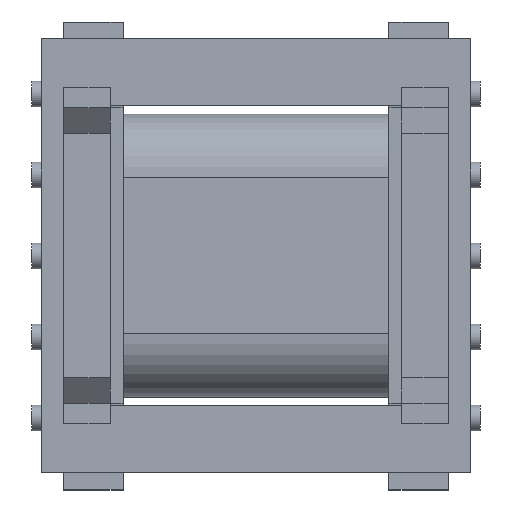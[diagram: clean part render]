
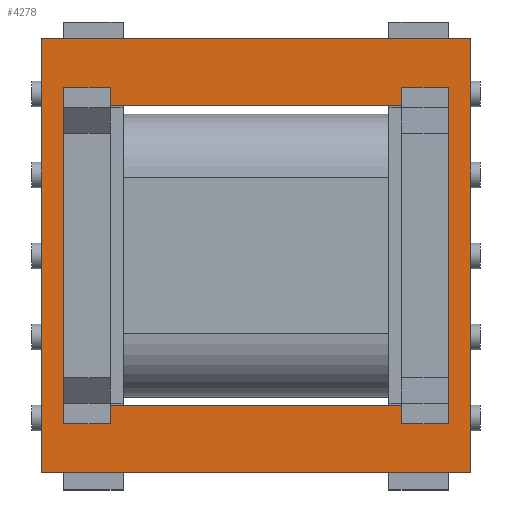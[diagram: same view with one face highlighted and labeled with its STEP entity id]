
A CAD part, top view. The second image highlights one B-rep face of the part: STEP entity #4278.
In plain terms, the highlighted planar face has unit normal (0, 0, 1).
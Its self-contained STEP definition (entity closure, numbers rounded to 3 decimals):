
#892=ORIENTED_EDGE('',*,*,#1320,.F.);
#893=ORIENTED_EDGE('',*,*,#1345,.F.);
#894=ORIENTED_EDGE('',*,*,#1346,.F.);
#895=ORIENTED_EDGE('',*,*,#1347,.F.);
#896=ORIENTED_EDGE('',*,*,#1348,.F.);
#897=ORIENTED_EDGE('',*,*,#1349,.F.);
#898=ORIENTED_EDGE('',*,*,#1312,.F.);
#899=ORIENTED_EDGE('',*,*,#1350,.F.);
#900=ORIENTED_EDGE('',*,*,#1351,.F.);
#901=ORIENTED_EDGE('',*,*,#1329,.F.);
#902=ORIENTED_EDGE('',*,*,#1326,.F.);
#903=ORIENTED_EDGE('',*,*,#1323,.F.);
#904=ORIENTED_EDGE('',*,*,#1344,.F.);
#905=ORIENTED_EDGE('',*,*,#1352,.F.);
#906=ORIENTED_EDGE('',*,*,#1316,.F.);
#907=ORIENTED_EDGE('',*,*,#1342,.F.);
#1312=EDGE_CURVE('',#1608,#1609,#1954,.T.);
#1316=EDGE_CURVE('',#1612,#1613,#1958,.T.);
#1320=EDGE_CURVE('',#1616,#1617,#1962,.T.);
#1323=EDGE_CURVE('',#1617,#1619,#1965,.T.);
#1326=EDGE_CURVE('',#1619,#1621,#1968,.T.);
#1329=EDGE_CURVE('',#1621,#1623,#1971,.T.);
#1342=EDGE_CURVE('',#1631,#1612,#1984,.T.);
#1344=EDGE_CURVE('',#1632,#1631,#1986,.T.);
#1345=EDGE_CURVE('',#1633,#1616,#1987,.T.);
#1346=EDGE_CURVE('',#1634,#1633,#1988,.T.);
#1347=EDGE_CURVE('',#1635,#1634,#1989,.T.);
#1348=EDGE_CURVE('',#1636,#1635,#1990,.T.);
#1349=EDGE_CURVE('',#1609,#1636,#1991,.T.);
#1350=EDGE_CURVE('',#1637,#1608,#1992,.T.);
#1351=EDGE_CURVE('',#1623,#1637,#1993,.T.);
#1352=EDGE_CURVE('',#1613,#1632,#1994,.T.);
#1608=VERTEX_POINT('',#6157);
#1609=VERTEX_POINT('',#6159);
#1612=VERTEX_POINT('',#6166);
#1613=VERTEX_POINT('',#6168);
#1616=VERTEX_POINT('',#6175);
#1617=VERTEX_POINT('',#6177);
#1619=VERTEX_POINT('',#6183);
#1621=VERTEX_POINT('',#6189);
#1623=VERTEX_POINT('',#6195);
#1631=VERTEX_POINT('',#6217);
#1632=VERTEX_POINT('',#6221);
#1633=VERTEX_POINT('',#6225);
#1634=VERTEX_POINT('',#6227);
#1635=VERTEX_POINT('',#6229);
#1636=VERTEX_POINT('',#6231);
#1637=VERTEX_POINT('',#6234);
#1954=LINE('',#6158,#2316);
#1958=LINE('',#6167,#2320);
#1962=LINE('',#6176,#2324);
#1965=LINE('',#6182,#2327);
#1968=LINE('',#6188,#2330);
#1971=LINE('',#6194,#2333);
#1984=LINE('',#6218,#2346);
#1986=LINE('',#6222,#2348);
#1987=LINE('',#6224,#2349);
#1988=LINE('',#6226,#2350);
#1989=LINE('',#6228,#2351);
#1990=LINE('',#6230,#2352);
#1991=LINE('',#6232,#2353);
#1992=LINE('',#6233,#2354);
#1993=LINE('',#6235,#2355);
#1994=LINE('',#6236,#2356);
#2316=VECTOR('',#5289,1000.);
#2320=VECTOR('',#5295,1000.);
#2324=VECTOR('',#5301,1000.);
#2327=VECTOR('',#5306,1000.);
#2330=VECTOR('',#5311,1000.);
#2333=VECTOR('',#5316,1000.);
#2346=VECTOR('',#5333,1000.);
#2348=VECTOR('',#5337,1000.);
#2349=VECTOR('',#5340,1000.);
#2350=VECTOR('',#5341,1000.);
#2351=VECTOR('',#5342,1000.);
#2352=VECTOR('',#5343,1000.);
#2353=VECTOR('',#5344,1000.);
#2354=VECTOR('',#5345,1000.);
#2355=VECTOR('',#5346,1000.);
#2356=VECTOR('',#5347,1000.);
#2574=EDGE_LOOP('',(#892,#893,#894,#895,#896,#897,#898,#899,#900,#901,#902,
#903));
#2575=EDGE_LOOP('',(#904,#905,#906,#907));
#2796=FACE_BOUND('',#2574,.T.);
#2797=FACE_BOUND('',#2575,.T.);
#2953=PLANE('',#4523);
#4278=ADVANCED_FACE('',(#2796,#2797),#2953,.F.);
#4523=AXIS2_PLACEMENT_3D('',#6223,#5338,#5339);
#5289=DIRECTION('',(0.,-1.,0.));
#5295=DIRECTION('',(0.,-1.,0.));
#5301=DIRECTION('',(0.,1.,0.));
#5306=DIRECTION('',(-1.,0.,0.));
#5311=DIRECTION('',(0.,-1.,0.));
#5316=DIRECTION('',(-1.,0.,0.));
#5333=DIRECTION('',(1.,0.,0.));
#5337=DIRECTION('',(0.,1.,0.));
#5338=DIRECTION('',(0.,0.,-1.));
#5339=DIRECTION('',(-1.,0.,0.));
#5340=DIRECTION('',(1.,0.,0.));
#5341=DIRECTION('',(0.,-1.,0.));
#5342=DIRECTION('',(1.,0.,0.));
#5343=DIRECTION('',(0.,1.,0.));
#5344=DIRECTION('',(1.,0.,0.));
#5345=DIRECTION('',(-1.,0.,0.));
#5346=DIRECTION('',(0.,1.,0.));
#5347=DIRECTION('',(-1.,0.,0.));
#6157=CARTESIAN_POINT('',(-7.05,7.,2.95));
#6158=CARTESIAN_POINT('',(-7.05,7.,2.95));
#6159=CARTESIAN_POINT('',(-7.05,-7.,2.95));
#6166=CARTESIAN_POINT('',(10.2,10.1,2.95));
#6167=CARTESIAN_POINT('',(10.2,10.1,2.95));
#6168=CARTESIAN_POINT('',(10.2,-10.1,2.95));
#6175=CARTESIAN_POINT('',(7.05,-7.,2.95));
#6176=CARTESIAN_POINT('',(7.05,0.,2.95));
#6177=CARTESIAN_POINT('',(7.05,7.,2.95));
#6182=CARTESIAN_POINT('',(7.05,7.,2.95));
#6183=CARTESIAN_POINT('',(2.95,7.,2.95));
#6188=CARTESIAN_POINT('',(2.95,7.,2.95));
#6189=CARTESIAN_POINT('',(2.95,0.25,2.95));
#6194=CARTESIAN_POINT('',(2.95,0.25,2.95));
#6195=CARTESIAN_POINT('',(-2.95,0.25,2.95));
#6217=CARTESIAN_POINT('',(-10.2,10.1,2.95));
#6218=CARTESIAN_POINT('',(-10.2,10.1,2.95));
#6221=CARTESIAN_POINT('',(-10.2,-10.1,2.95));
#6222=CARTESIAN_POINT('',(-10.2,0.,2.95));
#6223=CARTESIAN_POINT('',(-10.2,0.,2.95));
#6224=CARTESIAN_POINT('',(2.95,-7.,2.95));
#6225=CARTESIAN_POINT('',(2.95,-7.,2.95));
#6226=CARTESIAN_POINT('',(2.95,-0.25,2.95));
#6227=CARTESIAN_POINT('',(2.95,-0.25,2.95));
#6228=CARTESIAN_POINT('',(-2.95,-0.25,2.95));
#6229=CARTESIAN_POINT('',(-2.95,-0.25,2.95));
#6230=CARTESIAN_POINT('',(-2.95,-7.,2.95));
#6231=CARTESIAN_POINT('',(-2.95,-7.,2.95));
#6232=CARTESIAN_POINT('',(-7.05,-7.,2.95));
#6233=CARTESIAN_POINT('',(-2.95,7.,2.95));
#6234=CARTESIAN_POINT('',(-2.95,7.,2.95));
#6235=CARTESIAN_POINT('',(-2.95,0.25,2.95));
#6236=CARTESIAN_POINT('',(10.2,-10.1,2.95));
